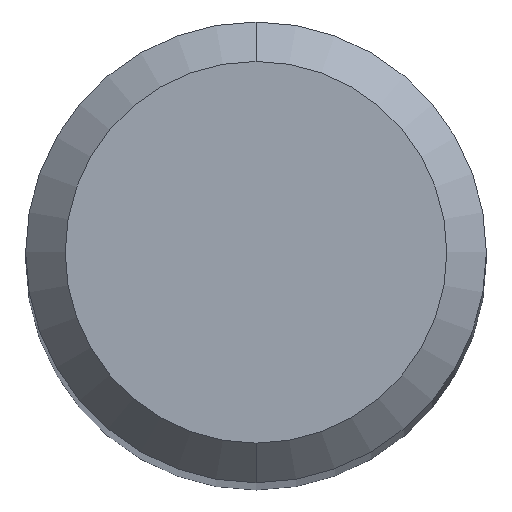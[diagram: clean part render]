
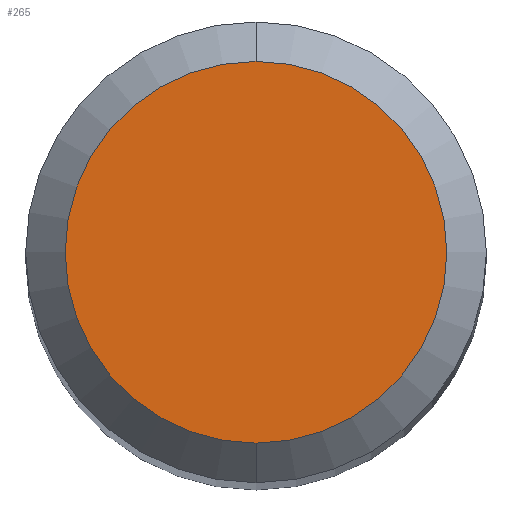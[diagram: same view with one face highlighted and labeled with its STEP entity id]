
A CAD part, top view. The second image highlights one B-rep face of the part: STEP entity #265.
In plain terms, the highlighted planar face has unit normal (0, 0, 1).
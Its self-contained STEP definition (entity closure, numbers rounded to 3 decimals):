
#257=VERTEX_POINT('',#647);
#265=ADVANCED_FACE('',(#656),#657,.T.);
#389=EDGE_CURVE('',#467,#257,#791,.T.);
#467=VERTEX_POINT('',#876);
#569=EDGE_CURVE('',#257,#467,#991,.T.);
#647=CARTESIAN_POINT('',(0.,-1.45,0.0));
#656=FACE_OUTER_BOUND('',#1127,.T.);
#657=PLANE('',#1128);
#791=CIRCLE('',#1372,1.45);
#876=CARTESIAN_POINT('',(0.0,1.45,0.0));
#991=CIRCLE('',#1752,1.45);
#1127=EDGE_LOOP('',(#1842,#1843));
#1128=AXIS2_PLACEMENT_3D('',#1844,#1845,#1846);
#1372=AXIS2_PLACEMENT_3D('',#1980,#1981,#1982);
#1752=AXIS2_PLACEMENT_3D('',#2209,#2210,#2211);
#1842=ORIENTED_EDGE('',*,*,#389,.F.);
#1843=ORIENTED_EDGE('',*,*,#569,.F.);
#1844=CARTESIAN_POINT('',(0.0,0.725,0.0));
#1845=DIRECTION('',(-0.0,0.0,1.0));
#1846=DIRECTION('',(0.0,-1.0,0.0));
#1980=CARTESIAN_POINT('',(0.0,0.0,0.0));
#1981=DIRECTION('',(0.0,0.0,-1.0));
#1982=DIRECTION('',(0.0,1.0,0.0));
#2209=CARTESIAN_POINT('',(0.0,0.0,0.0));
#2210=DIRECTION('',(0.0,0.0,-1.0));
#2211=DIRECTION('',(0.0,1.0,0.0));
